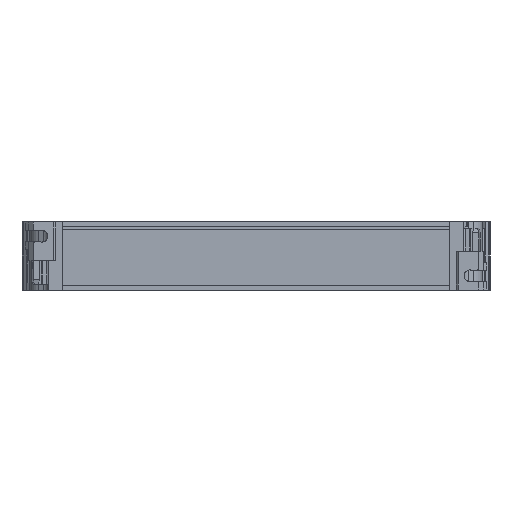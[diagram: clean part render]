
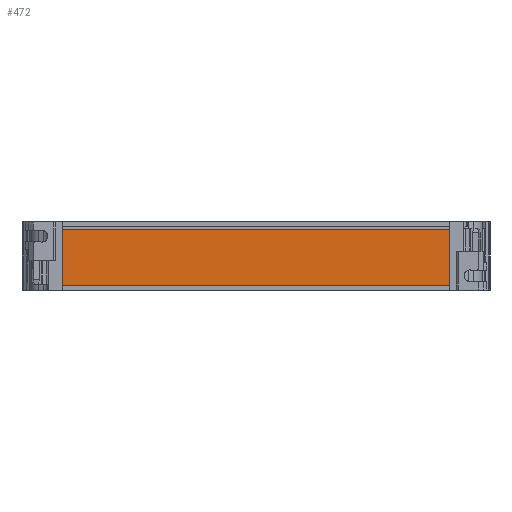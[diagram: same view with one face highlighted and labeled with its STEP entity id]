
A CAD part, front view. The second image highlights one B-rep face of the part: STEP entity #472.
In plain terms, the highlighted planar face has unit normal (0, -1, 0).
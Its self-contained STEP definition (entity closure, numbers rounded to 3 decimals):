
#472=ADVANCED_FACE('',(#884),#670,.F.);
#670=PLANE('',#5098);
#884=FACE_OUTER_BOUND('',#1121,.T.);
#1121=EDGE_LOOP('',(#2028,#2029,#2030,#2031));
#2028=ORIENTED_EDGE('',*,*,#3526,.T.);
#2029=ORIENTED_EDGE('',*,*,#3528,.T.);
#2030=ORIENTED_EDGE('',*,*,#3529,.T.);
#2031=ORIENTED_EDGE('',*,*,#3530,.F.);
#2934=VERTEX_POINT('',#7502);
#2935=VERTEX_POINT('',#7504);
#2936=VERTEX_POINT('',#7508);
#2937=VERTEX_POINT('',#7510);
#3526=EDGE_CURVE('',#2935,#2934,#4113,.T.);
#3528=EDGE_CURVE('',#2934,#2936,#4115,.T.);
#3529=EDGE_CURVE('',#2936,#2937,#4116,.T.);
#3530=EDGE_CURVE('',#2935,#2937,#4117,.T.);
#4113=LINE('',#7503,#4677);
#4115=LINE('',#7507,#4679);
#4116=LINE('',#7509,#4680);
#4117=LINE('',#7511,#4681);
#4677=VECTOR('',#6074,1.);
#4679=VECTOR('',#6078,1.);
#4680=VECTOR('',#6079,1.);
#4681=VECTOR('',#6080,1.);
#5098=AXIS2_PLACEMENT_3D('',#7512,#6081,#6082);
#6074=DIRECTION('',(1.,0.,0.));
#6078=DIRECTION('',(0.,0.,1.));
#6079=DIRECTION('',(-1.,0.,0.));
#6080=DIRECTION('',(0.,0.,1.));
#6081=DIRECTION('',(0.,1.,0.));
#6082=DIRECTION('',(-1.,0.,0.));
#7502=CARTESIAN_POINT('',(42.59,-12.67,1.05));
#7503=CARTESIAN_POINT('',(-42.59,-12.67,1.05));
#7504=CARTESIAN_POINT('',(-42.59,-12.67,1.05));
#7507=CARTESIAN_POINT('',(42.59,-12.67,1.05));
#7508=CARTESIAN_POINT('',(42.59,-12.67,13.4));
#7509=CARTESIAN_POINT('',(42.59,-12.67,13.4));
#7510=CARTESIAN_POINT('',(-42.59,-12.67,13.4));
#7511=CARTESIAN_POINT('',(-42.59,-12.67,1.05));
#7512=CARTESIAN_POINT('',(46.849,-12.67,0.432));
